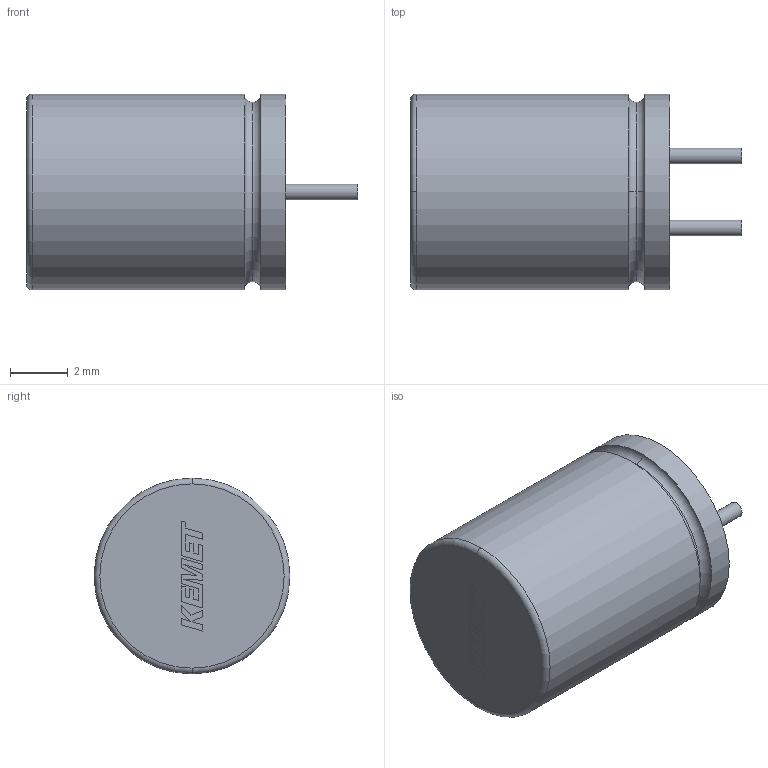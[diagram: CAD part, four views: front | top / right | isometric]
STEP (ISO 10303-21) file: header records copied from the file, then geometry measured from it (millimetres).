
FILE_DESCRIPTION(('FreeCAD Model'),'2;1');
FILE_NAME('CP_Radial_D6.3mm_P2.50mm_H8mm_2.step','2022-02-08T19:59:05',('Author'),(''), 'Open CASCADE STEP processor 7.3','FreeCAD','Unknown');
FILE_SCHEMA(('AUTOMOTIVE_DESIGN { 1 0 10303 214 1 1 1 1 }'));
Length unit declared in the file: millimetre
Products named in the file (1): Fusion
Bounding box: 11.51 x 6.8 x 6.8 mm (x, y, z)
Volume: 325.3 mm3; surface area: 277.7 mm2
Topology: 1 solids, 1 shells, 68 faces, 181 edges, 120 vertices
Faces by surface type: plane 58, torus 6, cylinder 4
Full cylindrical faces by diameter (mm): 0.55 x2, 6.8 x2
Entity records: 4942 total; most frequent: CARTESIAN_POINT 760, DIRECTION 697, LINE 505, VECTOR 505, ORIENTED_EDGE 362, PCURVE 362, DEFINITIONAL_REPRESENTATION 362, EDGE_CURVE 181
